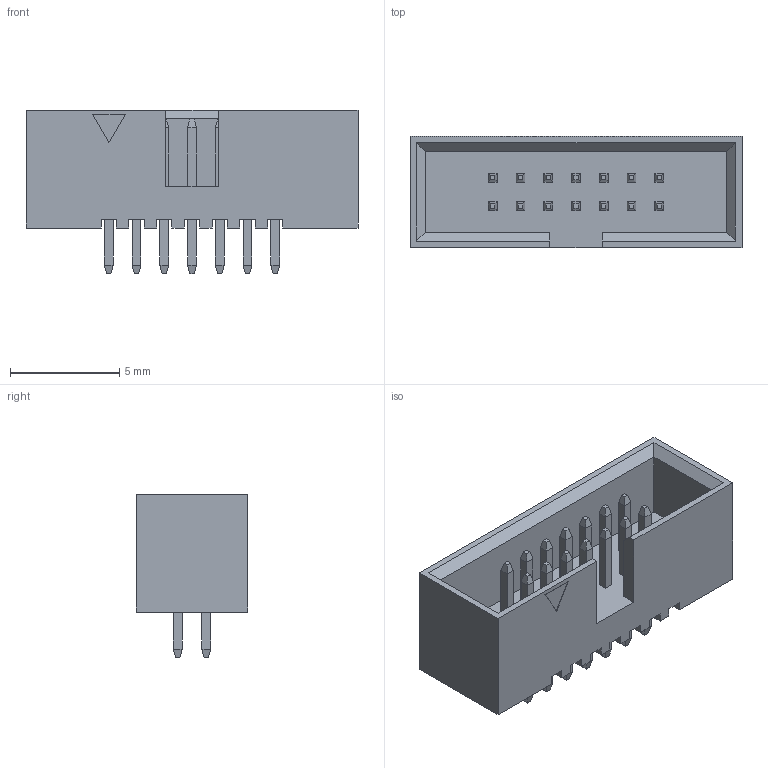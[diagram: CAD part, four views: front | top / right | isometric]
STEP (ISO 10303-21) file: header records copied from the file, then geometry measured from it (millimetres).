
FILE_DESCRIPTION (( 'STEP AP214' ), '1' );
FILE_NAME ('4728E6E8-A549-4BE3-BDA6-AA63A9858AC6.STEP', '2023-03-24T06:10:28', ( '' ), ( '' ), 'SwSTEP 2.0', 'SolidWorks 2022', '' );
FILE_SCHEMA (( 'AUTOMOTIVE_DESIGN' ));
Length unit declared in the file: millimetre
Products named in the file (1): 4728E6E8-A549-4BE3-BDA6-AA63A9858AC6
Bounding box: 15.2 x 5.1 x 7.5 mm (x, y, z)
Volume: 233.1 mm3; surface area: 620.1 mm2
Topology: 1 solids, 1 shells, 303 faces, 700 edges, 428 vertices
Faces by surface type: plane 303
Entity records: 8808 total; most frequent: CARTESIAN_POINT 1432, ORIENTED_EDGE 1400, DIRECTION 1308, EDGE_CURVE 700, VECTOR 700, LINE 700, VERTEX_POINT 428, EDGE_LOOP 332
